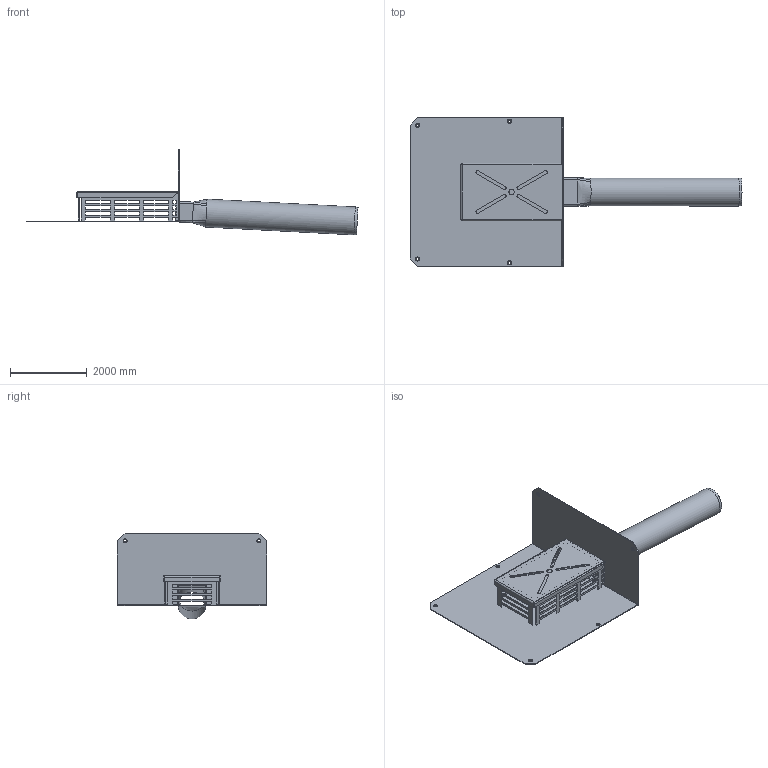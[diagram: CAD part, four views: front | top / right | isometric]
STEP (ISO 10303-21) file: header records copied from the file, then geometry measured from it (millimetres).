
FILE_DESCRIPTION(/* description */ (''),/* implementation_level */ '2;1');
FILE_NAME(/* name */ '01331.070X_3D.stp',/* time_stamp */ '2024-12-11T13:24:09+01:00',/* author */ ('CAD'),/* organization */ (''),/* preprocessor_version */ 'ST-DEVELOPER v20',/* originating_system */ 'AutoCAD Mechanical',/* authorisation */ '');
FILE_SCHEMA (('AUTOMOTIVE_DESIGN { 1 0 10303 214 3 1 1 }'));
Length unit declared in the file: centimetre
Products named in the file (2): Product; *S0
Assembly tree (1 placements, depth 2):
  Product
    *S0
Bounding box: 8678.78 x 3900 x 2239.92 mm (x, y, z)
Volume: 774267380.4 mm3; surface area: 83760708.1 mm2
Topology: 4 solids, 4 shells, 309 faces, 855 edges, 552 vertices
Faces by surface type: plane 245, cylinder 37, bspline 16, cone 9, torus 2
Full cylindrical faces by diameter (mm): 140 x1, 698 x1, 730 x1
Entity records: 11203 total; most frequent: CARTESIAN_POINT 3062, ORIENTED_EDGE 1724, DIRECTION 1545, EDGE_CURVE 862, LINE 693, VECTOR 693, VERTEX_POINT 558, AXIS2_PLACEMENT_3D 426
